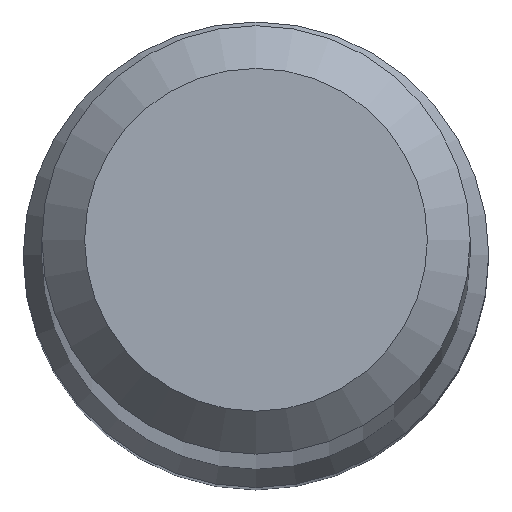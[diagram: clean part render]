
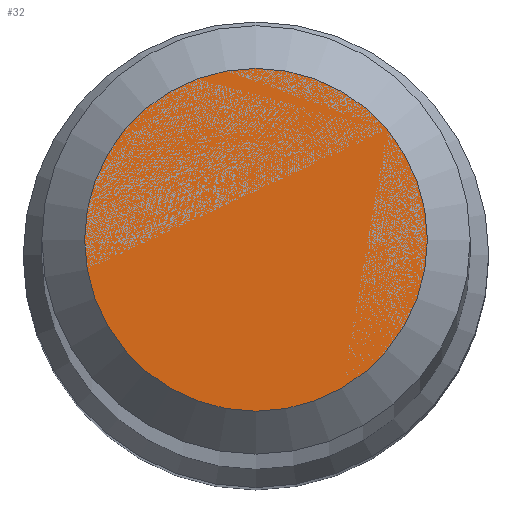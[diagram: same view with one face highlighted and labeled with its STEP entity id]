
A CAD part, top view. The second image highlights one B-rep face of the part: STEP entity #32.
In plain terms, the highlighted planar face has unit normal (0, 0, 1).
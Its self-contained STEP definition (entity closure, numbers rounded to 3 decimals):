
#32 = ADVANCED_FACE ( 'NONE', ( #42 ), #190, .F. ) ;
#42 = FACE_OUTER_BOUND ( 'NONE', #291, .T. ) ;
#43 = ORIENTED_EDGE ( 'NONE', *, *, #61, .F. ) ;
#51 = CIRCLE ( 'NONE', #178, 1.2 ) ;
#61 = EDGE_CURVE ( 'NONE', #220, #220, #51, .T. ) ;
#101 = AXIS2_PLACEMENT_3D ( 'NONE', #119, #117, #141 ) ;
#117 = DIRECTION ( 'NONE',  ( 0., 0., -1. ) ) ;
#119 = CARTESIAN_POINT ( 'NONE',  ( 0., 0., 70. ) ) ;
#120 = CARTESIAN_POINT ( 'NONE',  ( 0., 0., 70. ) ) ;
#141 = DIRECTION ( 'NONE',  ( 0., 1., 0. ) ) ;
#178 = AXIS2_PLACEMENT_3D ( 'NONE', #120, #257, #289 ) ;
#190 = PLANE ( 'NONE',  #101 ) ;
#220 = VERTEX_POINT ( 'NONE', #222 ) ;
#222 = CARTESIAN_POINT ( 'NONE',  ( 0., 1.2, 70. ) ) ;
#257 = DIRECTION ( 'NONE',  ( 0., 0., -1. ) ) ;
#289 = DIRECTION ( 'NONE',  ( 0., 1., 0. ) ) ;
#291 = EDGE_LOOP ( 'NONE', ( #43 ) ) ;
